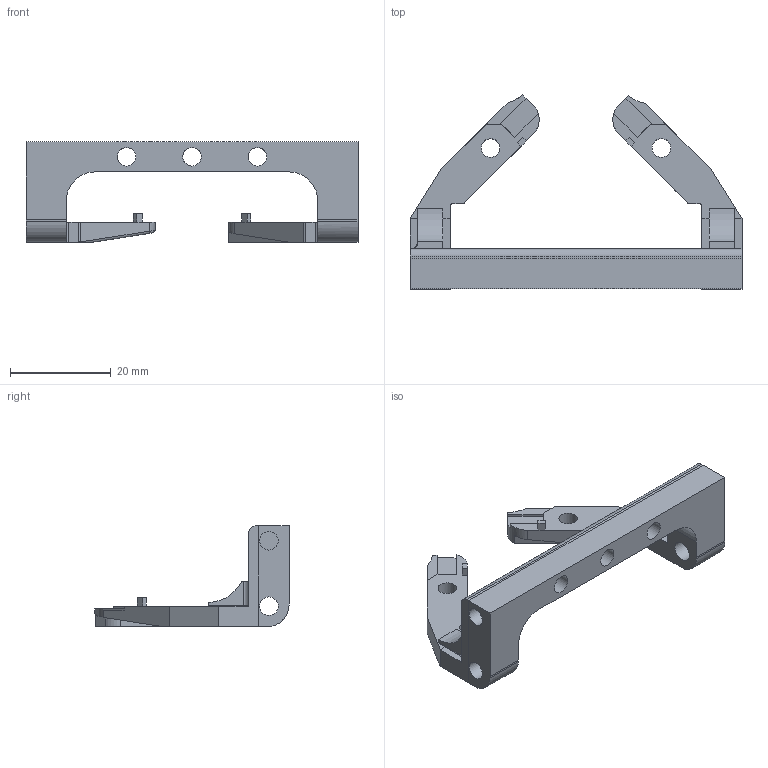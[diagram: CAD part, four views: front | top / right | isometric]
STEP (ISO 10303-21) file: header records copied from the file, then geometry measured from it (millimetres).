
FILE_DESCRIPTION(('FreeCAD Model'),'2;1');
FILE_NAME('Open CASCADE Shape Model','2023-03-06T23:26:45',('Author'),( ''),'Open CASCADE STEP processor 7.5','FreeCAD','Unknown');
FILE_SCHEMA(('AUTOMOTIVE_DESIGN { 1 0 10303 214 1 1 1 1 }'));
Length unit declared in the file: millimetre
Products named in the file (1): holder
Bounding box: 66 x 38.58 x 20 mm (x, y, z)
Volume: 6421.6 mm3; surface area: 5058.4 mm2
Topology: 1 solids, 1 shells, 112 faces, 318 edges, 205 vertices
Faces by surface type: plane 79, cylinder 30, bspline 2, torus 1
Full cylindrical faces by diameter (mm): 3.7 x7, 4 x2
Entity records: 8375 total; most frequent: CARTESIAN_POINT 2010, DIRECTION 1185, LINE 797, VECTOR 797, ORIENTED_EDGE 636, PCURVE 636, DEFINITIONAL_REPRESENTATION 636, EDGE_CURVE 318
